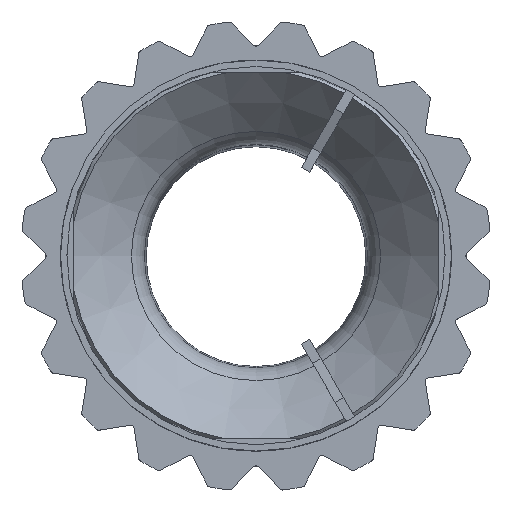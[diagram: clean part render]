
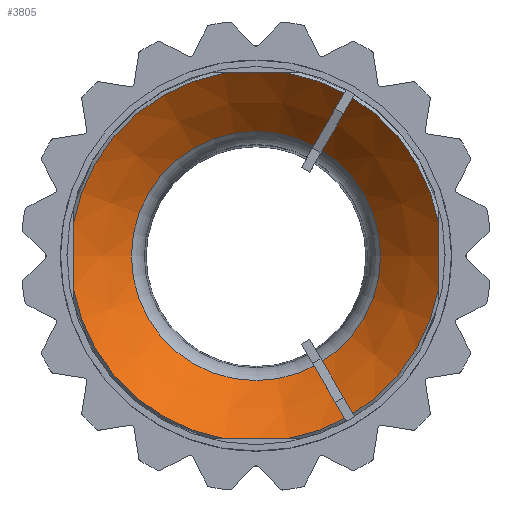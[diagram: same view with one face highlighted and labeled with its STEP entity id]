
A CAD part, top view. The second image highlights one B-rep face of the part: STEP entity #3805.
In plain terms, the highlighted conical face has half-angle 45 degrees and reference radius 483.76 mm.
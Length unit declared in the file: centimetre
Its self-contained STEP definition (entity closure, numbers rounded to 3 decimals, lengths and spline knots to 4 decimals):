
#28=CONICAL_SURFACE('',#4060,48.376,0.785);
#176=CIRCLE('',#4059,57.8686);
#177=CIRCLE('',#4061,38.8833);
#178=CIRCLE('',#4062,38.8833);
#463=FACE_OUTER_BOUND('',#680,.T.);
#680=EDGE_LOOP('',(#2789,#2790,#2791,#2792,#2793));
#953=LINE('',#6004,#1287);
#1287=VECTOR('',#4745,48.376);
#1602=VERTEX_POINT('',#5999);
#1603=VERTEX_POINT('',#6003);
#1604=VERTEX_POINT('',#6005);
#2044=EDGE_CURVE('',#1602,#1602,#176,.T.);
#2046=EDGE_CURVE('',#1602,#1603,#953,.T.);
#2047=EDGE_CURVE('',#1604,#1603,#177,.T.);
#2048=EDGE_CURVE('',#1603,#1604,#178,.T.);
#2789=ORIENTED_EDGE('',*,*,#2044,.T.);
#2790=ORIENTED_EDGE('',*,*,#2046,.T.);
#2791=ORIENTED_EDGE('',*,*,#2047,.F.);
#2792=ORIENTED_EDGE('',*,*,#2048,.F.);
#2793=ORIENTED_EDGE('',*,*,#2046,.F.);
#3805=ADVANCED_FACE('',(#463),#28,.F.);
#4059=AXIS2_PLACEMENT_3D('',#6000,#4740,#4741);
#4060=AXIS2_PLACEMENT_3D('',#6002,#4743,#4744);
#4061=AXIS2_PLACEMENT_3D('',#6006,#4746,#4747);
#4062=AXIS2_PLACEMENT_3D('',#6007,#4748,#4749);
#4740=DIRECTION('center_axis',(0.,0.,1.));
#4741=DIRECTION('ref_axis',(1.,0.,0.));
#4743=DIRECTION('center_axis',(0.,0.,1.));
#4744=DIRECTION('ref_axis',(-1.,0.,0.));
#4745=DIRECTION('',(-0.707,0.,-0.707));
#4746=DIRECTION('center_axis',(0.,0.,1.));
#4747=DIRECTION('ref_axis',(1.,0.,0.));
#4748=DIRECTION('center_axis',(0.,0.,1.));
#4749=DIRECTION('ref_axis',(1.,0.,0.));
#5999=CARTESIAN_POINT('',(57.8686,0.,140.));
#6000=CARTESIAN_POINT('Origin',(0.,0.,140.));
#6002=CARTESIAN_POINT('Origin',(0.,0.,130.5074));
#6003=CARTESIAN_POINT('',(38.8833,0.,121.0147));
#6004=CARTESIAN_POINT('',(48.376,0.,130.5074));
#6005=CARTESIAN_POINT('',(0.,38.8833,121.0147));
#6006=CARTESIAN_POINT('Origin',(0.,0.,121.0147));
#6007=CARTESIAN_POINT('Origin',(0.,0.,121.0147));
